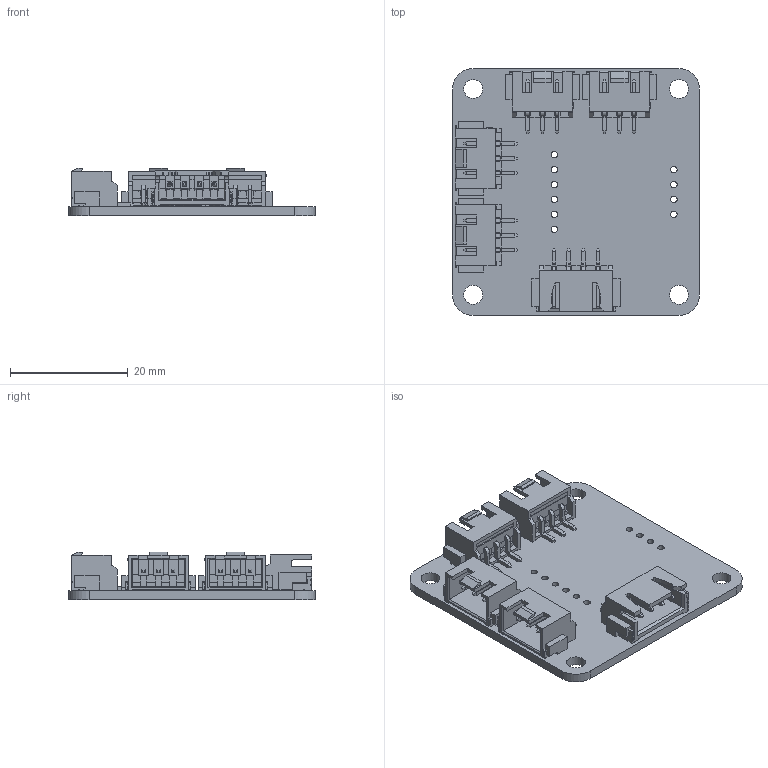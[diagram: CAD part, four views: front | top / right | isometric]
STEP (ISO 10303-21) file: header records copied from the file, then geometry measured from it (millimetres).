
FILE_DESCRIPTION(('Designed by EasyEDA Pro'),'2;1');
FILE_NAME('Open CASCADE Shape Model','2024-03-26T19:01:11',('Author'),( 'Open CASCADE'),'Open CASCADE STEP processor 7.6','Open CASCADE 7.6' ,'Unknown');
FILE_SCHEMA(('AUTOMOTIVE_DESIGN { 1 0 10303 214 1 1 1 1 }'));
Length unit declared in the file: millimetre
Products named in the file (17): PCBModel; COMPOUND; FPC2; CONN-SMD_4P-P2.50_DEALON_XH-4PWB; SOLID; U17; CONN-SMD_3P-P2.50_SHOUHAN_2.54-3PWTDK; U18; U19; U20
Assembly tree (19 placements, depth 4):
  PCBModel
    COMPOUND
    FPC2
      CONN-SMD_4P-P2.50_DEALON_XH-4PWB
        SOLID
        SOLID
        SOLID
        SOLID
        SOLID
        SOLID
        SOLID
    U17
      CONN-SMD_3P-P2.50_SHOUHAN_2.54-3PWTDK
        SOLID
    U18
      CONN-SMD_3P-P2.50_SHOUHAN_2.54-3PWTDK
        SOLID
    U19
      CONN-SMD_3P-P2.50_SHOUHAN_2.54-3PWTDK
        SOLID
    U20
      CONN-SMD_3P-P2.50_SHOUHAN_2.54-3PWTDK
        SOLID
Bounding box: 41.97 x 41.97 x 8.15 mm (x, y, z)
Volume: 3733 mm3; surface area: 7425 mm2
Topology: 12 solids, 12 shells, 2181 faces, 5960 edges, 3914 vertices
Faces by surface type: plane 1605, bspline 392, cylinder 184
Full cylindrical faces by diameter (mm): 1.1 x10, 3.2 x4
Entity records: 36715 total; most frequent: CARTESIAN_POINT 6253, ORIENTED_EDGE 4876, DIRECTION 4088, EDGE_CURVE 2438, LINE 2014, VECTOR 2014, VERTEX_POINT 1598, AXIS2_PLACEMENT_3D 1037
